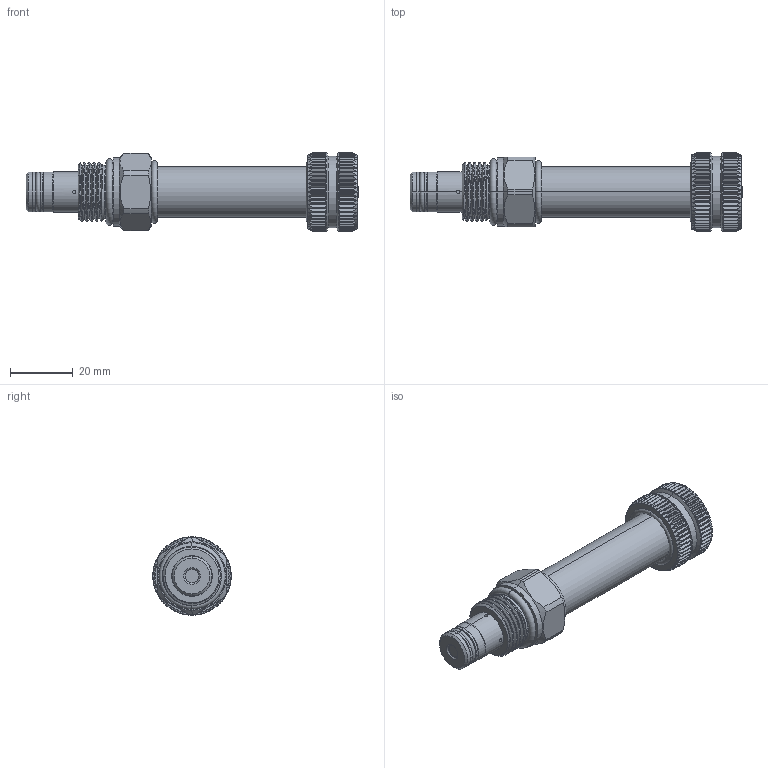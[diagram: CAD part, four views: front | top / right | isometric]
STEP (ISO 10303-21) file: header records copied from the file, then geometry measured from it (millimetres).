
FILE_DESCRIPTION (( 'STEP AP203' ), '1' );
FILE_NAME ('PRB08W2C-N.STEP', '2024-11-12T00:56:37', ( '' ), ( '' ), 'SwSTEP 2.0', 'SolidWorks 2018', '' );
FILE_SCHEMA (( 'CONFIG_CONTROL_DESIGN' ));
Length unit declared in the file: millimetre
Products named in the file (1): PRB08W2C-N
Bounding box: 105.9 x 25 x 25 mm (x, y, z)
Volume: 27474.8 mm3; surface area: 8318.7 mm2
Topology: 1 solids, 1 shells, 964 faces, 2551 edges, 1616 vertices
Faces by surface type: plane 418, cylinder 389, cone 138, bspline 11, torus 8
Entity records: 33968 total; most frequent: CARTESIAN_POINT 10910, ORIENTED_EDGE 5102, DIRECTION 4503, EDGE_CURVE 2551, AXIS2_PLACEMENT_3D 1731, VERTEX_POINT 1616, VECTOR 1041, LINE 1041
